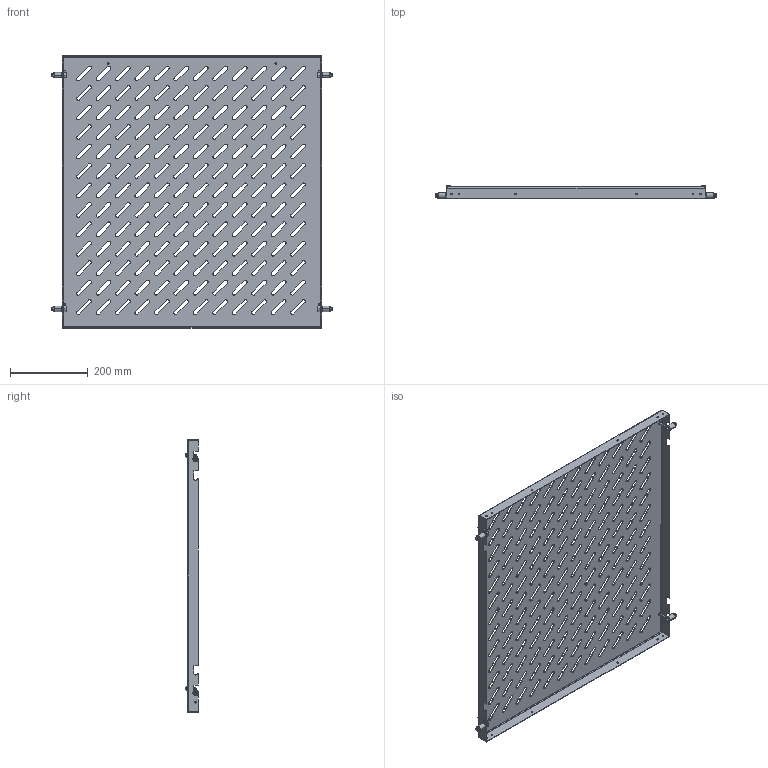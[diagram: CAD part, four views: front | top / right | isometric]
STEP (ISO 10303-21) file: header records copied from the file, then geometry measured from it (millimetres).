
FILE_DESCRIPTION (( 'STEP AP203' ), '1' );
FILE_NAME ('UR50040000407 Ïîëêà ïðèáîðíàÿ 700 ìì íà ðàìó RS52 00.80 (1øò) (000.801.693-03).STEP', '2022-04-18T12:33:12', ( '' ), ( '' ), 'SwSTEP 2.0', 'SolidWorks 2017', '' );
FILE_SCHEMA (( 'CONFIG_CONTROL_DESIGN' ));
Length unit declared in the file: millimetre
Products named in the file (6): UR50040000407 Ïîëêà ïðèáîðíàÿ 700 ìì íà ðàìó RS52 00.80 (1øò) (000.801.693-03); 050-49 鎗鵻罻; Âèíò DIN 7500 C TORX_Œ5å25; 068-019 Ïîëêà ïðèáîðíàÿ_03 (700); hex flange nut_din_Hexagon Flange Nut DIN 6923 - M5 - N; Âèíò DIN 912_Œ4å35
Assembly tree (17 placements, depth 2):
  UR50040000407 Ïîëêà ïðèáîðíàÿ 700 ìì íà ðàìó RS52 00.80 (1øò) (000.801.693-03)
    068-019 Ïîëêà ïðèáîðíàÿ_03 (700)
    050-49 鎗鵻罻  x4
    Âèíò DIN 912_Œ4å35  x4
    hex flange nut_din_Hexagon Flange Nut DIN 6923 - M5 - N  x4
    Âèíò DIN 7500 C TORX_Œ5å25  x4
Bounding box: 723 x 32.69 x 700 mm (x, y, z)
Volume: 677586.2 mm3; surface area: 982099.2 mm2
Topology: 17 solids, 17 shells, 1390 faces, 3800 edges, 2460 vertices
Faces by surface type: cylinder 664, plane 550, cone 96, torus 40, bspline 32, sphere 8
Entity records: 36278 total; most frequent: CARTESIAN_POINT 6862, DIRECTION 6069, ORIENTED_EDGE 5880, EDGE_CURVE 2940, AXIS2_PLACEMENT_3D 2174, VERTEX_POINT 1935, VECTOR 1721, LINE 1721
